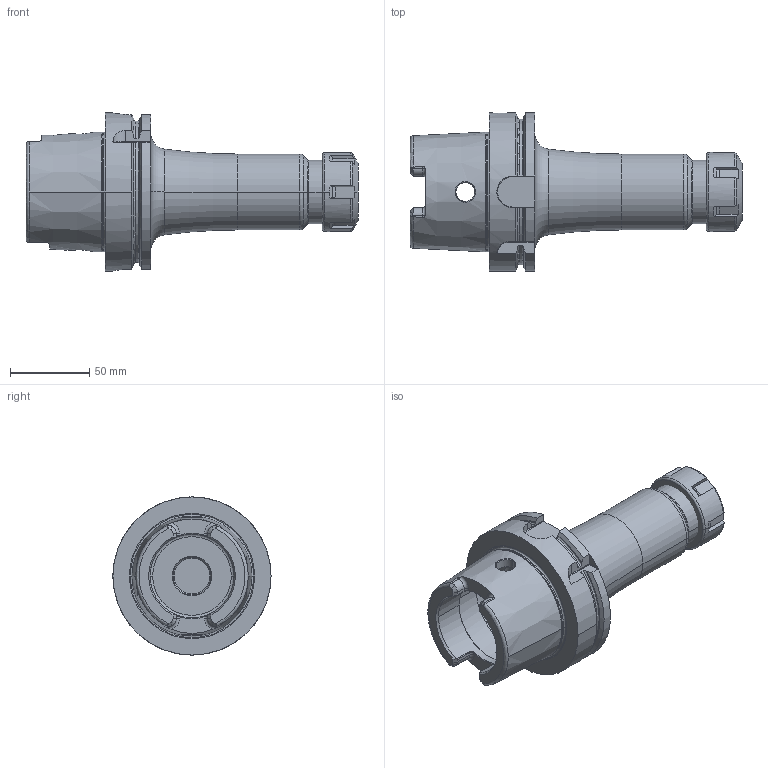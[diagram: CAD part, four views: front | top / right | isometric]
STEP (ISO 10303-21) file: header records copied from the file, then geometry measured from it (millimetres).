
FILE_DESCRIPTION((''),'2;1');
FILE_NAME('A100-022-32_ASM','2011-09-13T',('mei'),(''),'PRO/ENGINEER BY PARAMETRIC TECHNOLOGY CORPORATION, 2010430','PRO/ENGINEER BY PARAMETRIC TECHNOLOGY CORPORATION, 2010430','');
FILE_SCHEMA(('CONFIG_CONTROL_DESIGN'));
Length unit declared in the file: millimetre
Products named in the file (3): A100-022-32; 83-912-32; A100-022-32_ASM
Assembly tree (2 placements, depth 2):
  A100-022-32_ASM
    A100-022-32
    83-912-32
Bounding box: 210 x 100 x 100 mm (x, y, z)
Volume: 492291.8 mm3; surface area: 76294.2 mm2
Topology: 2 solids, 4 shells, 227 faces, 579 edges, 358 vertices
Faces by surface type: plane 78, cylinder 60, torus 44, cone 35, bspline 8, extrusion 2
Entity records: 8439 total; most frequent: CARTESIAN_POINT 3022, ORIENTED_EDGE 1150, DIRECTION 1083, EDGE_CURVE 579, AXIS2_PLACEMENT_3D 423, VERTEX_POINT 358, VECTOR 237, LINE 235
